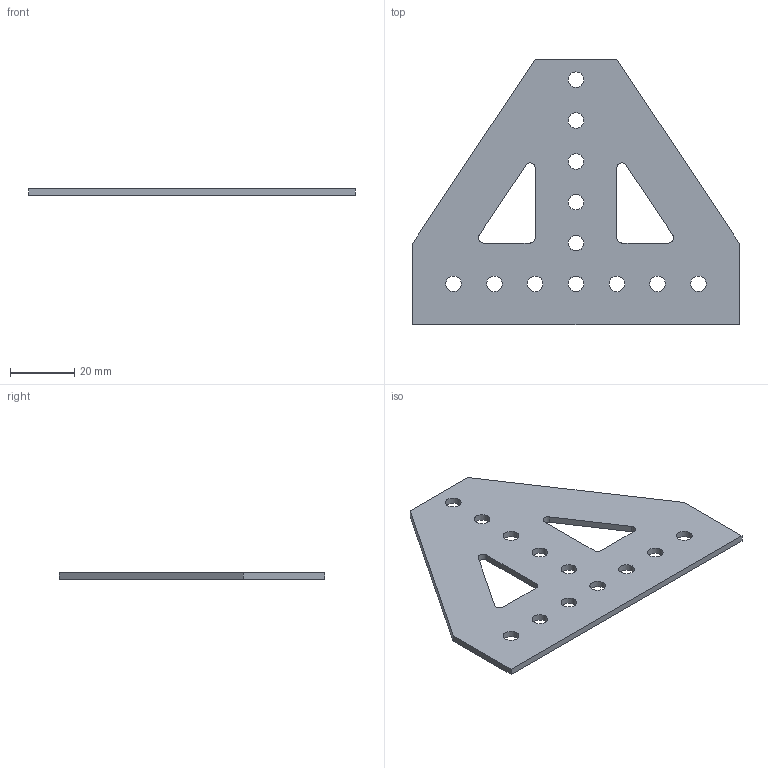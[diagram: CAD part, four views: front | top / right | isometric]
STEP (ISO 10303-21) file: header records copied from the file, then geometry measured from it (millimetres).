
FILE_DESCRIPTION(/* description */ (''),/* implementation_level */ '2;1');
FILE_NAME(/* name */ 'SUP_003_TGussetTriag.stp',/* time_stamp */ '2020-02-19T18:26:28-05:00',/* author */ ('Myers'),/* organization */ (''),/* preprocessor_version */ 'ST-DEVELOPER v16.13',/* originating_system */ 'Autodesk Inventor 2018',/* authorisation */ '');
FILE_SCHEMA (('AUTOMOTIVE_DESIGN { 1 0 10303 214 3 1 1 }'));
Length unit declared in the file: inch
Products named in the file (1): SUP_003_TGussetTriag
Bounding box: 101.6 x 82.55 x 2.03 mm (x, y, z)
Volume: 11092.2 mm3; surface area: 12223.6 mm2
Topology: 1 solids, 1 shells, 32 faces, 102 edges, 72 vertices
Faces by surface type: cylinder 18, plane 14
Full cylindrical faces by diameter (mm): 4.851 x12
Entity records: 1094 total; most frequent: DIRECTION 180, CARTESIAN_POINT 171, ORIENTED_EDGE 156, EDGE_CURVE 78, EDGE_LOOP 72, AXIS2_PLACEMENT_3D 69, VERTEX_POINT 60, LINE 42
